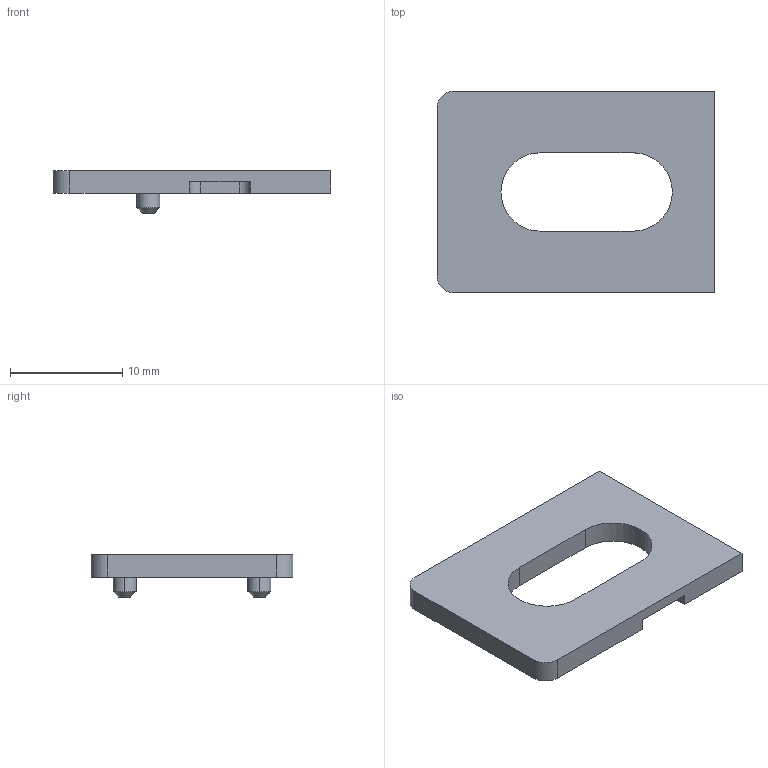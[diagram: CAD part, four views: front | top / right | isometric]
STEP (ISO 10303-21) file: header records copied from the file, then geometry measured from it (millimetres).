
FILE_DESCRIPTION (( 'STEP AP214' ), '1' );
FILE_NAME ('SAFE00H1120-Cale panoblock 6_8_10 PA ép. 2 mm.step', '2023-03-24T10:10:02', ( 'Altae' ), ( '' ), 'SwSTEP 2.0', 'SolidWorks 2021', '' );
FILE_SCHEMA (( 'AUTOMOTIVE_DESIGN' ));
Length unit declared in the file: millimetre
Products named in the file (1): SAFE00H1120-Cale panoblock 6_8_10 PA 廧. 2 mm
Bounding box: 24.8 x 18 x 3.8 mm (x, y, z)
Volume: 678.9 mm3; surface area: 971.8 mm2
Topology: 1 solids, 1 shells, 35 faces, 89 edges, 58 vertices
Faces by surface type: plane 18, cylinder 13, cone 4
Entity records: 1099 total; most frequent: DIRECTION 191, CARTESIAN_POINT 183, ORIENTED_EDGE 178, EDGE_CURVE 89, AXIS2_PLACEMENT_3D 66, LINE 59, VECTOR 59, VERTEX_POINT 58
